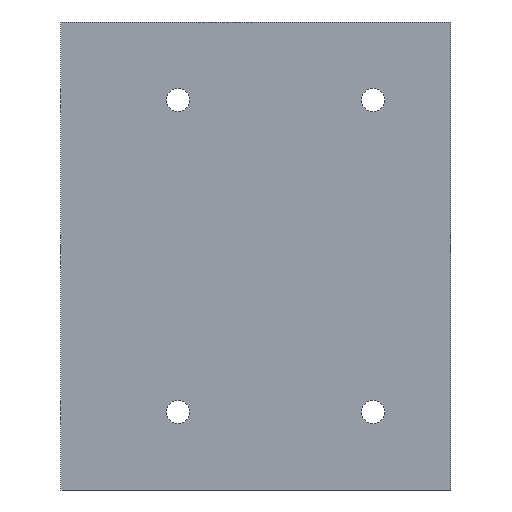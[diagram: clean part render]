
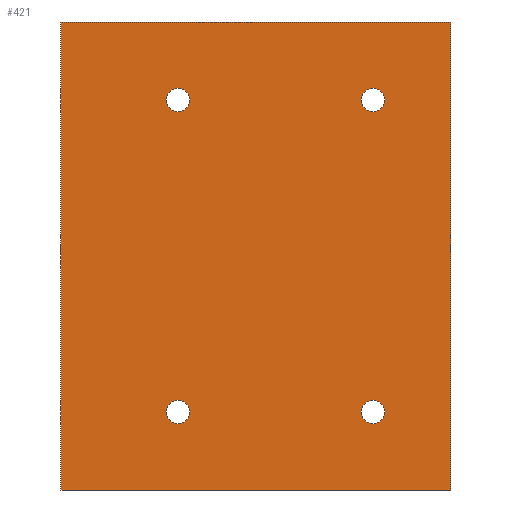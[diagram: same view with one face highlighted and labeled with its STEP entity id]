
A CAD part, front view. The second image highlights one B-rep face of the part: STEP entity #421.
In plain terms, the highlighted planar face has unit normal (0, -1, 0).
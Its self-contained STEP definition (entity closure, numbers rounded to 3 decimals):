
#3 = DIRECTION ( 'NONE',  ( 0., 0., -1. ) ) ;
#6 = VERTEX_POINT ( 'NONE', #548 ) ;
#15 = VERTEX_POINT ( 'NONE', #487 ) ;
#16 = CARTESIAN_POINT ( 'NONE',  ( 40., 0., 11.5 ) ) ;
#19 = CARTESIAN_POINT ( 'NONE',  ( 0., 0., 60. ) ) ;
#29 = ORIENTED_EDGE ( 'NONE', *, *, #433, .T. ) ;
#34 = DIRECTION ( 'NONE',  ( 0., 1., 0. ) ) ;
#35 = DIRECTION ( 'NONE',  ( 0., 0., 1. ) ) ;
#37 = CIRCLE ( 'NONE', #154, 1.5 ) ;
#43 = VERTEX_POINT ( 'NONE', #131 ) ;
#46 = CARTESIAN_POINT ( 'NONE',  ( 15., 0., 10. ) ) ;
#47 = VERTEX_POINT ( 'NONE', #420 ) ;
#48 = CARTESIAN_POINT ( 'NONE',  ( 0., 0., 60. ) ) ;
#51 = AXIS2_PLACEMENT_3D ( 'NONE', #625, #103, #696 ) ;
#60 = PLANE ( 'NONE',  #149 ) ;
#62 = AXIS2_PLACEMENT_3D ( 'NONE', #128, #783, #663 ) ;
#63 = FACE_BOUND ( 'NONE', #176, .T. ) ;
#67 = VERTEX_POINT ( 'NONE', #534 ) ;
#73 = FACE_BOUND ( 'NONE', #769, .T. ) ;
#91 = DIRECTION ( 'NONE',  ( 0., 0., 1. ) ) ;
#95 = FACE_OUTER_BOUND ( 'NONE', #300, .T. ) ;
#102 = CIRCLE ( 'NONE', #348, 1.5 ) ;
#103 = DIRECTION ( 'NONE',  ( 0., 1., 0. ) ) ;
#104 = ORIENTED_EDGE ( 'NONE', *, *, #514, .F. ) ;
#109 = CIRCLE ( 'NONE', #509, 1.5 ) ;
#128 = CARTESIAN_POINT ( 'NONE',  ( 15., 0., 10. ) ) ;
#130 = CIRCLE ( 'NONE', #178, 1.5 ) ;
#131 = CARTESIAN_POINT ( 'NONE',  ( 15., 0., 51.5 ) ) ;
#147 = CARTESIAN_POINT ( 'NONE',  ( 40., 0., 8.5 ) ) ;
#149 = AXIS2_PLACEMENT_3D ( 'NONE', #187, #457, #289 ) ;
#151 = EDGE_CURVE ( 'NONE', #650, #553, #706, .T. ) ;
#153 = CARTESIAN_POINT ( 'NONE',  ( 0., 0., 60. ) ) ;
#154 = AXIS2_PLACEMENT_3D ( 'NONE', #518, #34, #754 ) ;
#176 = EDGE_LOOP ( 'NONE', ( #410, #250 ) ) ;
#178 = AXIS2_PLACEMENT_3D ( 'NONE', #46, #564, #573 ) ;
#181 = DIRECTION ( 'NONE',  ( 0., 0., -1. ) ) ;
#183 = VERTEX_POINT ( 'NONE', #147 ) ;
#187 = CARTESIAN_POINT ( 'NONE',  ( 4., 0., 60. ) ) ;
#217 = EDGE_CURVE ( 'NONE', #183, #656, #109, .T. ) ;
#220 = DIRECTION ( 'NONE',  ( 0., 1., 0. ) ) ;
#224 = CARTESIAN_POINT ( 'NONE',  ( 4., 0., 0. ) ) ;
#225 = CIRCLE ( 'NONE', #486, 1.5 ) ;
#247 = CARTESIAN_POINT ( 'NONE',  ( 50., 0., 60. ) ) ;
#250 = ORIENTED_EDGE ( 'NONE', *, *, #423, .T. ) ;
#252 = VECTOR ( 'NONE', #181, 1000. ) ;
#258 = ORIENTED_EDGE ( 'NONE', *, *, #779, .T. ) ;
#266 = AXIS2_PLACEMENT_3D ( 'NONE', #759, #220, #751 ) ;
#271 = VECTOR ( 'NONE', #3, 1000. ) ;
#277 = CARTESIAN_POINT ( 'NONE',  ( 40., 0., 10. ) ) ;
#289 = DIRECTION ( 'NONE',  ( 0., 0., 1. ) ) ;
#291 = EDGE_CURVE ( 'NONE', #43, #741, #102, .T. ) ;
#295 = CARTESIAN_POINT ( 'NONE',  ( 40., 0., 50. ) ) ;
#300 = EDGE_LOOP ( 'NONE', ( #472, #104, #407, #679 ) ) ;
#348 = AXIS2_PLACEMENT_3D ( 'NONE', #447, #761, #35 ) ;
#371 = FACE_BOUND ( 'NONE', #496, .T. ) ;
#388 = VECTOR ( 'NONE', #567, 1000. ) ;
#404 = LINE ( 'NONE', #224, #388 ) ;
#407 = ORIENTED_EDGE ( 'NONE', *, *, #151, .F. ) ;
#408 = EDGE_CURVE ( 'NONE', #650, #47, #417, .T. ) ;
#410 = ORIENTED_EDGE ( 'NONE', *, *, #762, .T. ) ;
#417 = LINE ( 'NONE', #48, #252 ) ;
#420 = CARTESIAN_POINT ( 'NONE',  ( 0., 0., 0. ) ) ;
#421 = ADVANCED_FACE ( 'NONE', ( #607, #63, #95, #73, #371 ), #60, .F. ) ;
#423 = EDGE_CURVE ( 'NONE', #15, #67, #225, .T. ) ;
#433 = EDGE_CURVE ( 'NONE', #588, #646, #736, .T. ) ;
#443 = ORIENTED_EDGE ( 'NONE', *, *, #781, .T. ) ;
#447 = CARTESIAN_POINT ( 'NONE',  ( 15., 0., 50. ) ) ;
#451 = ORIENTED_EDGE ( 'NONE', *, *, #217, .T. ) ;
#457 = DIRECTION ( 'NONE',  ( 0., 1., 0. ) ) ;
#472 = ORIENTED_EDGE ( 'NONE', *, *, #703, .T. ) ;
#486 = AXIS2_PLACEMENT_3D ( 'NONE', #295, #713, #776 ) ;
#487 = CARTESIAN_POINT ( 'NONE',  ( 40., 0., 48.5 ) ) ;
#496 = EDGE_LOOP ( 'NONE', ( #565, #29 ) ) ;
#503 = EDGE_LOOP ( 'NONE', ( #443, #451 ) ) ;
#509 = AXIS2_PLACEMENT_3D ( 'NONE', #277, #570, #91 ) ;
#510 = CARTESIAN_POINT ( 'NONE',  ( 15., 0., 48.5 ) ) ;
#514 = EDGE_CURVE ( 'NONE', #553, #6, #561, .T. ) ;
#518 = CARTESIAN_POINT ( 'NONE',  ( 40., 0., 50. ) ) ;
#523 = CIRCLE ( 'NONE', #51, 1.5 ) ;
#534 = CARTESIAN_POINT ( 'NONE',  ( 40., 0., 51.5 ) ) ;
#548 = CARTESIAN_POINT ( 'NONE',  ( 50., 0., 0. ) ) ;
#550 = DIRECTION ( 'NONE',  ( 1., 0., 0. ) ) ;
#553 = VERTEX_POINT ( 'NONE', #669 ) ;
#561 = LINE ( 'NONE', #247, #271 ) ;
#564 = DIRECTION ( 'NONE',  ( 0., 1., 0. ) ) ;
#565 = ORIENTED_EDGE ( 'NONE', *, *, #714, .T. ) ;
#567 = DIRECTION ( 'NONE',  ( 1., 0., 0. ) ) ;
#570 = DIRECTION ( 'NONE',  ( 0., 1., 0. ) ) ;
#573 = DIRECTION ( 'NONE',  ( 0., 0., 1. ) ) ;
#578 = ORIENTED_EDGE ( 'NONE', *, *, #291, .T. ) ;
#588 = VERTEX_POINT ( 'NONE', #600 ) ;
#600 = CARTESIAN_POINT ( 'NONE',  ( 15., 0., 8.5 ) ) ;
#607 = FACE_BOUND ( 'NONE', #503, .T. ) ;
#610 = CARTESIAN_POINT ( 'NONE',  ( 15., 0., 11.5 ) ) ;
#623 = VECTOR ( 'NONE', #550, 1000. ) ;
#625 = CARTESIAN_POINT ( 'NONE',  ( 15., 0., 50. ) ) ;
#646 = VERTEX_POINT ( 'NONE', #610 ) ;
#650 = VERTEX_POINT ( 'NONE', #19 ) ;
#656 = VERTEX_POINT ( 'NONE', #16 ) ;
#663 = DIRECTION ( 'NONE',  ( 0., 0., 1. ) ) ;
#669 = CARTESIAN_POINT ( 'NONE',  ( 50., 0., 60. ) ) ;
#679 = ORIENTED_EDGE ( 'NONE', *, *, #408, .T. ) ;
#696 = DIRECTION ( 'NONE',  ( 0., 0., 1. ) ) ;
#703 = EDGE_CURVE ( 'NONE', #47, #6, #404, .T. ) ;
#706 = LINE ( 'NONE', #153, #623 ) ;
#713 = DIRECTION ( 'NONE',  ( 0., 1., 0. ) ) ;
#714 = EDGE_CURVE ( 'NONE', #646, #588, #130, .T. ) ;
#736 = CIRCLE ( 'NONE', #62, 1.5 ) ;
#741 = VERTEX_POINT ( 'NONE', #510 ) ;
#751 = DIRECTION ( 'NONE',  ( 0., 0., 1. ) ) ;
#754 = DIRECTION ( 'NONE',  ( 0., 0., 1. ) ) ;
#758 = CIRCLE ( 'NONE', #266, 1.5 ) ;
#759 = CARTESIAN_POINT ( 'NONE',  ( 40., 0., 10. ) ) ;
#761 = DIRECTION ( 'NONE',  ( 0., 1., 0. ) ) ;
#762 = EDGE_CURVE ( 'NONE', #67, #15, #37, .T. ) ;
#769 = EDGE_LOOP ( 'NONE', ( #578, #258 ) ) ;
#776 = DIRECTION ( 'NONE',  ( 0., 0., 1. ) ) ;
#779 = EDGE_CURVE ( 'NONE', #741, #43, #523, .T. ) ;
#781 = EDGE_CURVE ( 'NONE', #656, #183, #758, .T. ) ;
#783 = DIRECTION ( 'NONE',  ( 0., 1., 0. ) ) ;
